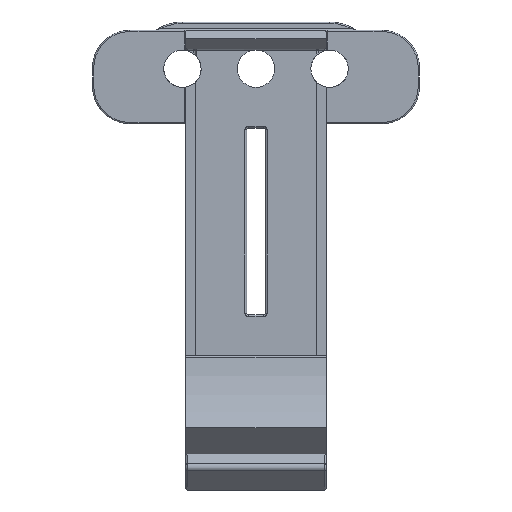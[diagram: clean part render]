
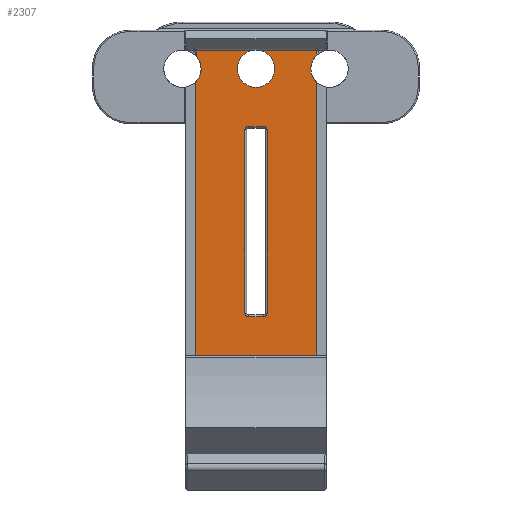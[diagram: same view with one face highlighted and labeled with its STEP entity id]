
A CAD part, left-side view. The second image highlights one B-rep face of the part: STEP entity #2307.
In plain terms, the highlighted planar face has unit normal (-1, 0, 0).
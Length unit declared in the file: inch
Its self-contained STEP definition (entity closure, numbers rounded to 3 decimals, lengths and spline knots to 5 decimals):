
#56=FACE_BOUND('',#682,.T.);
#62=PLANE('',#2497);
#102=LINE('',#3544,#276);
#104=LINE('',#3574,#278);
#106=LINE('',#3577,#280);
#124=LINE('',#3631,#298);
#126=LINE('',#3636,#300);
#127=LINE('',#3640,#301);
#128=LINE('',#3642,#302);
#129=LINE('',#3644,#303);
#130=LINE('',#3648,#304);
#131=LINE('',#3650,#305);
#132=LINE('',#3653,#306);
#276=VECTOR('',#2770,0.3937);
#278=VECTOR('',#2804,0.3937);
#280=VECTOR('',#2808,0.3937);
#298=VECTOR('',#2874,0.3937);
#300=VECTOR('',#2878,0.3937);
#301=VECTOR('',#2881,0.3937);
#302=VECTOR('',#2882,0.3937);
#303=VECTOR('',#2883,0.3937);
#304=VECTOR('',#2886,0.3937);
#305=VECTOR('',#2887,0.3937);
#306=VECTOR('',#2890,0.3937);
#537=FACE_OUTER_BOUND('',#681,.T.);
#681=EDGE_LOOP('',(#1616,#1617,#1618,#1619,#1620,#1621,#1622,#1623,#1624,
#1625));
#682=EDGE_LOOP('',(#1626,#1627,#1628,#1629,#1630,#1631,#1632,#1633));
#811=CIRCLE('',#2446,0.02);
#817=CIRCLE('',#2453,0.02);
#821=CIRCLE('',#2459,0.02);
#829=CIRCLE('',#2469,0.02);
#843=CIRCLE('',#2498,0.1);
#844=CIRCLE('',#2499,0.1);
#845=CIRCLE('',#2500,0.1);
#962=VERTEX_POINT('',#3526);
#963=VERTEX_POINT('',#3527);
#968=VERTEX_POINT('',#3538);
#969=VERTEX_POINT('',#3540);
#972=VERTEX_POINT('',#3550);
#973=VERTEX_POINT('',#3552);
#980=VERTEX_POINT('',#3568);
#981=VERTEX_POINT('',#3570);
#994=VERTEX_POINT('',#3634);
#995=VERTEX_POINT('',#3635);
#996=VERTEX_POINT('',#3637);
#997=VERTEX_POINT('',#3639);
#998=VERTEX_POINT('',#3641);
#999=VERTEX_POINT('',#3643);
#1000=VERTEX_POINT('',#3645);
#1001=VERTEX_POINT('',#3647);
#1002=VERTEX_POINT('',#3649);
#1003=VERTEX_POINT('',#3651);
#1176=EDGE_CURVE('',#962,#963,#811,.T.);
#1182=EDGE_CURVE('',#968,#969,#817,.T.);
#1184=EDGE_CURVE('',#963,#968,#102,.T.);
#1188=EDGE_CURVE('',#972,#973,#821,.T.);
#1196=EDGE_CURVE('',#980,#981,#829,.T.);
#1198=EDGE_CURVE('',#969,#980,#104,.T.);
#1200=EDGE_CURVE('',#981,#972,#106,.T.);
#1230=EDGE_CURVE('',#973,#962,#124,.T.);
#1232=EDGE_CURVE('',#994,#995,#126,.T.);
#1233=EDGE_CURVE('',#994,#996,#843,.T.);
#1234=EDGE_CURVE('',#996,#997,#127,.T.);
#1235=EDGE_CURVE('',#997,#998,#128,.T.);
#1236=EDGE_CURVE('',#998,#999,#129,.T.);
#1237=EDGE_CURVE('',#999,#1000,#844,.T.);
#1238=EDGE_CURVE('',#1000,#1001,#130,.T.);
#1239=EDGE_CURVE('',#1002,#1001,#131,.T.);
#1240=EDGE_CURVE('',#1002,#1003,#845,.T.);
#1241=EDGE_CURVE('',#995,#1003,#132,.T.);
#1616=ORIENTED_EDGE('',*,*,#1232,.F.);
#1617=ORIENTED_EDGE('',*,*,#1233,.T.);
#1618=ORIENTED_EDGE('',*,*,#1234,.T.);
#1619=ORIENTED_EDGE('',*,*,#1235,.T.);
#1620=ORIENTED_EDGE('',*,*,#1236,.T.);
#1621=ORIENTED_EDGE('',*,*,#1237,.T.);
#1622=ORIENTED_EDGE('',*,*,#1238,.T.);
#1623=ORIENTED_EDGE('',*,*,#1239,.F.);
#1624=ORIENTED_EDGE('',*,*,#1240,.T.);
#1625=ORIENTED_EDGE('',*,*,#1241,.F.);
#1626=ORIENTED_EDGE('',*,*,#1196,.F.);
#1627=ORIENTED_EDGE('',*,*,#1198,.F.);
#1628=ORIENTED_EDGE('',*,*,#1182,.F.);
#1629=ORIENTED_EDGE('',*,*,#1184,.F.);
#1630=ORIENTED_EDGE('',*,*,#1176,.F.);
#1631=ORIENTED_EDGE('',*,*,#1230,.F.);
#1632=ORIENTED_EDGE('',*,*,#1188,.F.);
#1633=ORIENTED_EDGE('',*,*,#1200,.F.);
#2307=ADVANCED_FACE('',(#537,#56),#62,.T.);
#2446=AXIS2_PLACEMENT_3D('',#3528,#2750,#2751);
#2453=AXIS2_PLACEMENT_3D('',#3541,#2764,#2765);
#2459=AXIS2_PLACEMENT_3D('',#3553,#2778,#2779);
#2469=AXIS2_PLACEMENT_3D('',#3571,#2798,#2799);
#2497=AXIS2_PLACEMENT_3D('',#3633,#2876,#2877);
#2498=AXIS2_PLACEMENT_3D('',#3638,#2879,#2880);
#2499=AXIS2_PLACEMENT_3D('',#3646,#2884,#2885);
#2500=AXIS2_PLACEMENT_3D('',#3652,#2888,#2889);
#2750=DIRECTION('center_axis',(-1.,0.,0.));
#2751=DIRECTION('ref_axis',(0.,0.707,0.707));
#2764=DIRECTION('center_axis',(-1.,0.,0.));
#2765=DIRECTION('ref_axis',(0.,0.707,-0.707));
#2770=DIRECTION('',(0.,0.,-1.));
#2778=DIRECTION('center_axis',(-1.,0.,0.));
#2779=DIRECTION('ref_axis',(0.,-0.707,0.707));
#2798=DIRECTION('center_axis',(-1.,0.,0.));
#2799=DIRECTION('ref_axis',(0.,-0.707,-0.707));
#2804=DIRECTION('',(0.,-1.,0.));
#2808=DIRECTION('',(0.,0.,1.));
#2874=DIRECTION('',(0.,1.,0.));
#2876=DIRECTION('center_axis',(-1.,0.,0.));
#2877=DIRECTION('ref_axis',(0.,0.,-1.));
#2878=DIRECTION('',(0.,0.,1.));
#2879=DIRECTION('center_axis',(1.,0.,0.));
#2880=DIRECTION('ref_axis',(0.,0.,-1.));
#2881=DIRECTION('',(0.,0.,-1.));
#2882=DIRECTION('',(0.,-1.,0.));
#2883=DIRECTION('',(0.,0.,1.));
#2884=DIRECTION('center_axis',(1.,0.,0.));
#2885=DIRECTION('ref_axis',(0.,0.,-1.));
#2886=DIRECTION('',(0.,0.,1.));
#2887=DIRECTION('',(0.,-1.,0.));
#2888=DIRECTION('center_axis',(1.,0.,0.));
#2889=DIRECTION('ref_axis',(0.,0.,-1.));
#2890=DIRECTION('',(0.,-1.,0.));
#3526=CARTESIAN_POINT('',(0.7195,-0.335,1.17759));
#3527=CARTESIAN_POINT('',(0.7195,-0.315,1.15759));
#3528=CARTESIAN_POINT('Origin',(0.7195,-0.335,1.15759));
#3538=CARTESIAN_POINT('',(0.7195,-0.315,0.17759));
#3540=CARTESIAN_POINT('',(0.7195,-0.335,0.15759));
#3541=CARTESIAN_POINT('Origin',(0.7195,-0.335,0.17759));
#3544=CARTESIAN_POINT('',(0.7195,-0.315,1.21855));
#3550=CARTESIAN_POINT('',(0.7195,-0.435,1.15759));
#3552=CARTESIAN_POINT('',(0.7195,-0.415,1.17759));
#3553=CARTESIAN_POINT('Origin',(0.7195,-0.415,1.15759));
#3568=CARTESIAN_POINT('',(0.7195,-0.415,0.15759));
#3570=CARTESIAN_POINT('',(0.7195,-0.435,0.17759));
#3571=CARTESIAN_POINT('Origin',(0.7195,-0.415,0.17759));
#3574=CARTESIAN_POINT('',(0.7195,-0.2125,0.15759));
#3577=CARTESIAN_POINT('',(0.7195,-0.435,1.71855));
#3631=CARTESIAN_POINT('',(0.7195,-0.1625,1.17759));
#3633=CARTESIAN_POINT('Origin',(0.7195,0.,2.2695));
#3634=CARTESIAN_POINT('',(0.7195,-0.057,1.55053));
#3635=CARTESIAN_POINT('',(0.7195,-0.057,1.58377));
#3636=CARTESIAN_POINT('',(0.7195,-0.057,1.10975));
#3637=CARTESIAN_POINT('',(0.7195,-0.05,1.41252));
#3638=CARTESIAN_POINT('Origin',(0.7195,0.0187,1.48519));
#3639=CARTESIAN_POINT('',(0.7195,-0.05,-0.05));
#3640=CARTESIAN_POINT('',(0.7195,-0.05,1.10975));
#3641=CARTESIAN_POINT('',(0.7195,-0.7,-0.05));
#3642=CARTESIAN_POINT('',(0.7195,0.,-0.05));
#3643=CARTESIAN_POINT('',(0.7195,-0.7,1.41254));
#3644=CARTESIAN_POINT('',(0.7195,-0.7,2.2695));
#3645=CARTESIAN_POINT('',(0.7195,-0.7,1.55784));
#3646=CARTESIAN_POINT('Origin',(0.7195,-0.76872,1.48519));
#3647=CARTESIAN_POINT('',(0.7195,-0.7,1.58377));
#3648=CARTESIAN_POINT('',(0.7195,-0.7,2.2695));
#3649=CARTESIAN_POINT('',(0.7195,-0.39179,1.58377));
#3650=CARTESIAN_POINT('',(0.7195,0.,1.58377));
#3651=CARTESIAN_POINT('',(0.7195,-0.35823,1.58377));
#3652=CARTESIAN_POINT('Origin',(0.7195,-0.37501,1.48519));
#3653=CARTESIAN_POINT('',(0.7195,0.,1.58377));
